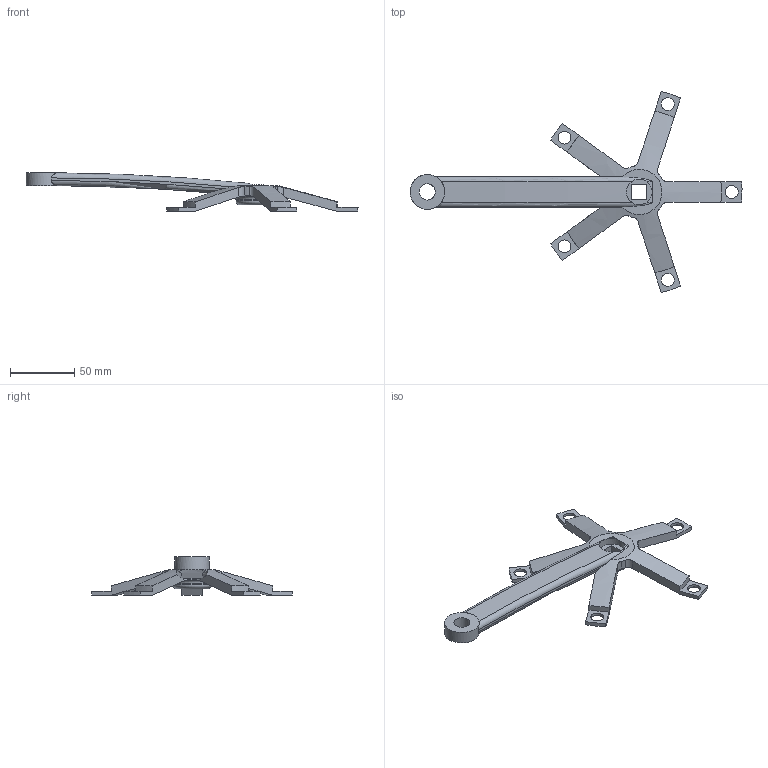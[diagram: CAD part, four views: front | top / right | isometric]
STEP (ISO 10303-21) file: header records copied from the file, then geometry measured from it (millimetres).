
FILE_DESCRIPTION(('Open CASCADE Model'),'2;1');
FILE_NAME('Open CASCADE Shape Model','2026-02-08T18:39:29',('Author'),( 'Open CASCADE'),'Open CASCADE STEP processor 7.8','Open CASCADE 7.8' ,'Unknown');
FILE_SCHEMA(('AUTOMOTIVE_DESIGN { 1 0 10303 214 1 1 1 1 }'));
Length unit declared in the file: millimetre
Products named in the file (1): Open CASCADE STEP translator 7.8 1
Bounding box: 258.46 x 156.35 x 30 mm (x, y, z)
Volume: 75825.1 mm3; surface area: 27695.2 mm2
Topology: 1 solids, 1 shells, 88 faces, 241 edges, 160 vertices
Faces by surface type: cylinder 43, plane 33, torus 6, bspline 4, cone 2
Full cylindrical faces by diameter (mm): 10 x5, 12 x5, 12.593 x1, 20 x1, 27 x1, 30 x1
Entity records: 9726 total; most frequent: CARTESIAN_POINT 5513, DIRECTION 614, ORIENTED_EDGE 482, PCURVE 482, DEFINITIONAL_REPRESENTATION 482, B_SPLINE_CURVE_WITH_KNOTS 314, EDGE_CURVE 241, LINE 239
